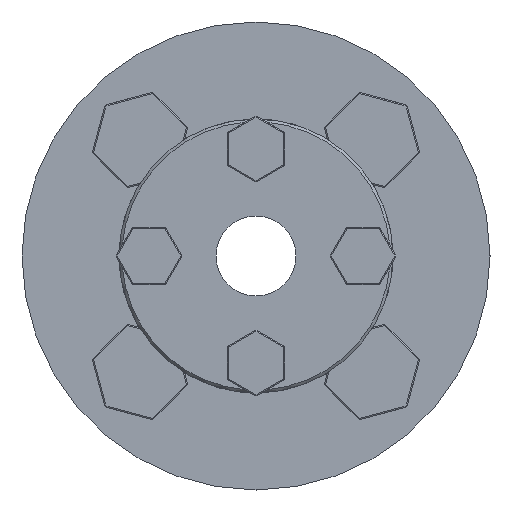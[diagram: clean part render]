
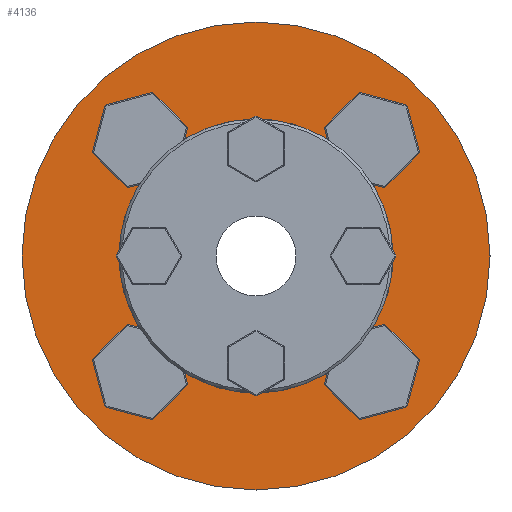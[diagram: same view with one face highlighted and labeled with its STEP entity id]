
A CAD part, left-side view. The second image highlights one B-rep face of the part: STEP entity #4136.
In plain terms, the highlighted planar face has unit normal (-1, 0, 0).
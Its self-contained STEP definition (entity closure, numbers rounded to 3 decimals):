
#719 = VERTEX_POINT ( 'NONE', #6700 ) ;
#720 = VERTEX_POINT ( 'NONE', #6701 ) ;
#723 = VERTEX_POINT ( 'NONE', #6704 ) ;
#724 = VERTEX_POINT ( 'NONE', #6705 ) ;
#763 = VERTEX_POINT ( 'NONE', #6744 ) ;
#764 = VERTEX_POINT ( 'NONE', #6745 ) ;
#768 = VERTEX_POINT ( 'NONE', #6749 ) ;
#769 = VERTEX_POINT ( 'NONE', #6750 ) ;
#770 = VERTEX_POINT ( 'NONE', #6751 ) ;
#773 = VERTEX_POINT ( 'NONE', #6754 ) ;
#774 = VERTEX_POINT ( 'NONE', #6755 ) ;
#778 = VERTEX_POINT ( 'NONE', #6759 ) ;
#779 = VERTEX_POINT ( 'NONE', #6760 ) ;
#2043 = EDGE_CURVE ( 'NONE', #723, #724, #10449, .T. ) ;
#2044 = EDGE_CURVE ( 'NONE', #719, #720, #10451, .T. ) ;
#2075 = EDGE_CURVE ( 'NONE', #720, #768, #10497, .T. ) ;
#2278 = EDGE_LOOP ( 'NONE', ( #4007, #4008, #4009, #4010, #4011, #4012, #4013, #4014, #4015, #4016, #4017 ) ) ;
#2282 = EDGE_LOOP ( 'NONE', ( #4005, #4006 ) ) ;
#3159 = EDGE_CURVE ( 'NONE', #764, #763, #10514, .T. ) ;
#3161 = EDGE_CURVE ( 'NONE', #763, #764, #10518, .T. ) ;
#3168 = EDGE_CURVE ( 'NONE', #769, #770, #10526, .T. ) ;
#3172 = EDGE_CURVE ( 'NONE', #773, #774, #10532, .T. ) ;
#3175 = EDGE_CURVE ( 'NONE', #768, #778, #10534, .T. ) ;
#3176 = EDGE_CURVE ( 'NONE', #770, #773, #10535, .T. ) ;
#3177 = EDGE_CURVE ( 'NONE', #774, #719, #10536, .T. ) ;
#3178 = EDGE_CURVE ( 'NONE', #724, #779, #10537, .T. ) ;
#3181 = EDGE_CURVE ( 'NONE', #779, #769, #10541, .T. ) ;
#3183 = EDGE_CURVE ( 'NONE', #778, #723, #10543, .T. ) ;
#4005 = ORIENTED_EDGE ( 'NONE', *, *, #3161, .F. ) ;
#4006 = ORIENTED_EDGE ( 'NONE', *, *, #3159, .F. ) ;
#4007 = ORIENTED_EDGE ( 'NONE', *, *, #3178, .T. ) ;
#4008 = ORIENTED_EDGE ( 'NONE', *, *, #3181, .T. ) ;
#4009 = ORIENTED_EDGE ( 'NONE', *, *, #3168, .T. ) ;
#4010 = ORIENTED_EDGE ( 'NONE', *, *, #3176, .T. ) ;
#4011 = ORIENTED_EDGE ( 'NONE', *, *, #3172, .T. ) ;
#4012 = ORIENTED_EDGE ( 'NONE', *, *, #3177, .T. ) ;
#4013 = ORIENTED_EDGE ( 'NONE', *, *, #2044, .T. ) ;
#4014 = ORIENTED_EDGE ( 'NONE', *, *, #2075, .T. ) ;
#4015 = ORIENTED_EDGE ( 'NONE', *, *, #3175, .T. ) ;
#4016 = ORIENTED_EDGE ( 'NONE', *, *, #3183, .T. ) ;
#4017 = ORIENTED_EDGE ( 'NONE', *, *, #2043, .T. ) ;
#4136 = ADVANCED_FACE ( 'NONE', ( #12133, #12136 ), #11871, .F. ) ;
#6106 = AXIS2_PLACEMENT_3D ( 'NONE', #10285, #10287, #10288 ) ;
#6107 = AXIS2_PLACEMENT_3D ( 'NONE', #10280, #10283, #10284 ) ;
#6121 = AXIS2_PLACEMENT_3D ( 'NONE', #10996, #10998, #10999 ) ;
#6127 = AXIS2_PLACEMENT_3D ( 'NONE', #11144, #11151, #11152 ) ;
#6130 = AXIS2_PLACEMENT_3D ( 'NONE', #11106, #11107, #11108 ) ;
#6131 = AXIS2_PLACEMENT_3D ( 'NONE', #11111, #11113, #11114 ) ;
#6135 = AXIS2_PLACEMENT_3D ( 'NONE', #11128, #11130, #11131 ) ;
#6137 = AXIS2_PLACEMENT_3D ( 'NONE', #11138, #11140, #11141 ) ;
#6138 = AXIS2_PLACEMENT_3D ( 'NONE', #11146, #11148, #11149 ) ;
#6139 = AXIS2_PLACEMENT_3D ( 'NONE', #11147, #11154, #11155 ) ;
#6140 = AXIS2_PLACEMENT_3D ( 'NONE', #11150, #11157, #11158 ) ;
#6143 = AXIS2_PLACEMENT_3D ( 'NONE', #11159, #11166, #11167 ) ;
#6145 = AXIS2_PLACEMENT_3D ( 'NONE', #11165, #11172, #11173 ) ;
#6206 = AXIS2_PLACEMENT_3D ( 'NONE', #11870, #11873, #11874 ) ;
#6700 = CARTESIAN_POINT ( 'NONE',  ( -26.5, 19.832, -12.287 ) ) ;
#6701 = CARTESIAN_POINT ( 'NONE',  ( -26.5, 20.599, -12.316 ) ) ;
#6704 = CARTESIAN_POINT ( 'NONE',  ( -26.5, 12.287, 19.832 ) ) ;
#6705 = CARTESIAN_POINT ( 'NONE',  ( -26.5, 12.316, 20.599 ) ) ;
#6744 = CARTESIAN_POINT ( 'NONE',  ( -26.5, 41., 0. ) ) ;
#6745 = CARTESIAN_POINT ( 'NONE',  ( -26.5, -41., 0. ) ) ;
#6749 = CARTESIAN_POINT ( 'NONE',  ( -26.5, 24., 0. ) ) ;
#6750 = CARTESIAN_POINT ( 'NONE',  ( -26.5, -20.599, 12.316 ) ) ;
#6751 = CARTESIAN_POINT ( 'NONE',  ( -26.5, -21.836, -9.96 ) ) ;
#6754 = CARTESIAN_POINT ( 'NONE',  ( -26.5, -12.316, -20.599 ) ) ;
#6755 = CARTESIAN_POINT ( 'NONE',  ( -26.5, 9.96, -21.836 ) ) ;
#6759 = CARTESIAN_POINT ( 'NONE',  ( -26.5, 21.836, 9.96 ) ) ;
#6760 = CARTESIAN_POINT ( 'NONE',  ( -26.5, -9.96, 21.836 ) ) ;
#10280 = CARTESIAN_POINT ( 'NONE',  ( -26.5, 22.164, 19.832 ) ) ;
#10283 = DIRECTION ( 'NONE',  ( -1., 0., 0. ) ) ;
#10284 = DIRECTION ( 'NONE',  ( 0., 1., 0. ) ) ;
#10285 = CARTESIAN_POINT ( 'NONE',  ( -26.5, 19.832, -22.164 ) ) ;
#10287 = DIRECTION ( 'NONE',  ( -1., 0., 0. ) ) ;
#10288 = DIRECTION ( 'NONE',  ( 0., 1., 0. ) ) ;
#10449 = CIRCLE ( 'NONE', #6107, 9.878 ) ;
#10451 = CIRCLE ( 'NONE', #6106, 9.878 ) ;
#10497 = CIRCLE ( 'NONE', #6121, 24. ) ;
#10514 = CIRCLE ( 'NONE', #6130, 41. ) ;
#10518 = CIRCLE ( 'NONE', #6131, 41. ) ;
#10526 = CIRCLE ( 'NONE', #6135, 24. ) ;
#10532 = CIRCLE ( 'NONE', #6137, 24. ) ;
#10534 = CIRCLE ( 'NONE', #6138, 24. ) ;
#10535 = CIRCLE ( 'NONE', #6127, 9.878 ) ;
#10536 = CIRCLE ( 'NONE', #6139, 9.878 ) ;
#10537 = CIRCLE ( 'NONE', #6140, 24. ) ;
#10541 = CIRCLE ( 'NONE', #6143, 9.878 ) ;
#10543 = CIRCLE ( 'NONE', #6145, 9.878 ) ;
#10996 = CARTESIAN_POINT ( 'NONE',  ( -26.5, 0., 0. ) ) ;
#10998 = DIRECTION ( 'NONE',  ( 1., 0., 0. ) ) ;
#10999 = DIRECTION ( 'NONE',  ( 0., 1., 0. ) ) ;
#11106 = CARTESIAN_POINT ( 'NONE',  ( -26.5, 0., 0. ) ) ;
#11107 = DIRECTION ( 'NONE',  ( 1., 0., 0. ) ) ;
#11108 = DIRECTION ( 'NONE',  ( 0., 1., 0. ) ) ;
#11111 = CARTESIAN_POINT ( 'NONE',  ( -26.5, 0., 0. ) ) ;
#11113 = DIRECTION ( 'NONE',  ( 1., 0., 0. ) ) ;
#11114 = DIRECTION ( 'NONE',  ( 0., 1., 0. ) ) ;
#11128 = CARTESIAN_POINT ( 'NONE',  ( -26.5, 0., 0. ) ) ;
#11130 = DIRECTION ( 'NONE',  ( 1., 0., 0. ) ) ;
#11131 = DIRECTION ( 'NONE',  ( 0., 1., 0. ) ) ;
#11138 = CARTESIAN_POINT ( 'NONE',  ( -26.5, 0., 0. ) ) ;
#11140 = DIRECTION ( 'NONE',  ( 1., 0., 0. ) ) ;
#11141 = DIRECTION ( 'NONE',  ( 0., 1., 0. ) ) ;
#11144 = CARTESIAN_POINT ( 'NONE',  ( -26.5, -22.164, -19.832 ) ) ;
#11146 = CARTESIAN_POINT ( 'NONE',  ( -26.5, 0., 0. ) ) ;
#11147 = CARTESIAN_POINT ( 'NONE',  ( -26.5, 19.832, -22.164 ) ) ;
#11148 = DIRECTION ( 'NONE',  ( 1., 0., 0. ) ) ;
#11149 = DIRECTION ( 'NONE',  ( 0., 1., 0. ) ) ;
#11150 = CARTESIAN_POINT ( 'NONE',  ( -26.5, 0., 0. ) ) ;
#11151 = DIRECTION ( 'NONE',  ( -1., 0., 0. ) ) ;
#11152 = DIRECTION ( 'NONE',  ( 0., 1., 0. ) ) ;
#11154 = DIRECTION ( 'NONE',  ( -1., 0., 0. ) ) ;
#11155 = DIRECTION ( 'NONE',  ( 0., 1., 0. ) ) ;
#11157 = DIRECTION ( 'NONE',  ( 1., 0., 0. ) ) ;
#11158 = DIRECTION ( 'NONE',  ( 0., 1., 0. ) ) ;
#11159 = CARTESIAN_POINT ( 'NONE',  ( -26.5, -19.832, 22.164 ) ) ;
#11165 = CARTESIAN_POINT ( 'NONE',  ( -26.5, 22.164, 19.832 ) ) ;
#11166 = DIRECTION ( 'NONE',  ( -1., 0., 0. ) ) ;
#11167 = DIRECTION ( 'NONE',  ( 0., 1., 0. ) ) ;
#11172 = DIRECTION ( 'NONE',  ( -1., 0., 0. ) ) ;
#11173 = DIRECTION ( 'NONE',  ( 0., 1., 0. ) ) ;
#11870 = CARTESIAN_POINT ( 'NONE',  ( -26.5, -16.975, 0. ) ) ;
#11871 = PLANE ( 'NONE',  #6206 ) ;
#11873 = DIRECTION ( 'NONE',  ( 1., 0., 0. ) ) ;
#11874 = DIRECTION ( 'NONE',  ( 0., 1., 0. ) ) ;
#12133 = FACE_OUTER_BOUND ( 'NONE', #2282, .T. ) ;
#12136 = FACE_BOUND ( 'NONE', #2278, .T. ) ;
